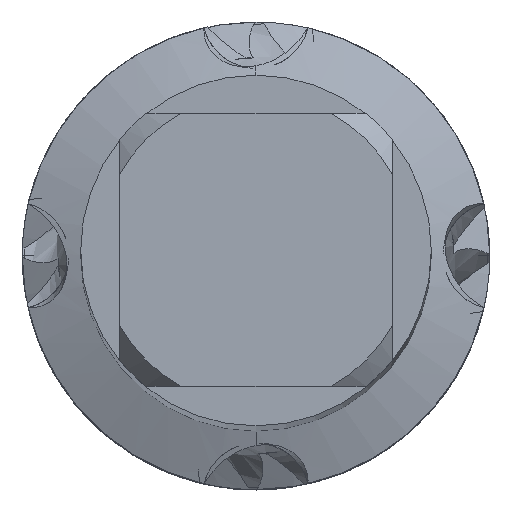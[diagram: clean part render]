
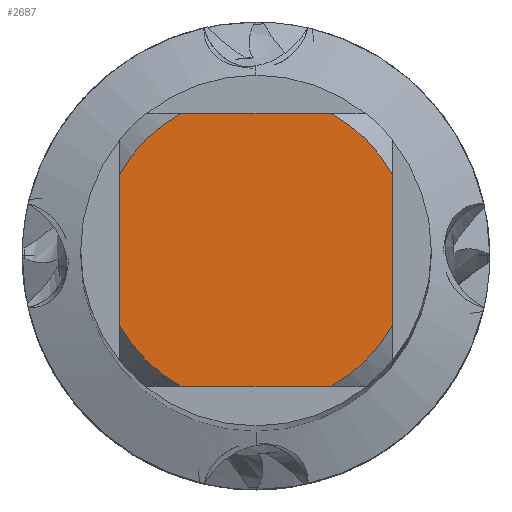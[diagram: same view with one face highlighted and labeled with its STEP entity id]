
A CAD part, top view. The second image highlights one B-rep face of the part: STEP entity #2687.
In plain terms, the highlighted planar face has unit normal (0, 0, 1).
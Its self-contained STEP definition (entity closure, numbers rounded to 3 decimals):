
#1929=EDGE_CURVE('',#3563,#4933,#5244,.T.);
#2687=ADVANCED_FACE('',(#6078),#6079,.T.);
#2923=EDGE_CURVE('',#3727,#4933,#6338,.T.);
#3029=VERTEX_POINT('',#6450);
#3043=EDGE_CURVE('',#3563,#4281,#6465,.T.);
#3563=VERTEX_POINT('',#7021);
#3591=VERTEX_POINT('',#7051);
#3599=VERTEX_POINT('',#7059);
#3727=VERTEX_POINT('',#7201);
#3857=EDGE_CURVE('',#3599,#3591,#7348,.T.);
#3913=EDGE_CURVE('',#3727,#3591,#7408,.T.);
#4281=VERTEX_POINT('',#7807);
#4333=EDGE_CURVE('',#3029,#4281,#7861,.T.);
#4375=EDGE_CURVE('',#3599,#4617,#7908,.T.);
#4469=EDGE_CURVE('',#3029,#4617,#8006,.T.);
#4617=VERTEX_POINT('',#8164);
#4933=VERTEX_POINT('',#8510);
#5244=CIRCLE('',#9702,4.0);
#6078=FACE_OUTER_BOUND('',#13655,.T.);
#6079=PLANE('',#13656);
#6338=LINE('',#14692,#14693);
#6450=CARTESIAN_POINT('',(1.936,3.5,0.0));
#6465=LINE('',#15022,#15023);
#7021=CARTESIAN_POINT('',(3.5,-1.936,0.0));
#7051=CARTESIAN_POINT('',(-3.5,-1.936,0.0));
#7059=CARTESIAN_POINT('',(-3.5,1.936,0.0));
#7201=CARTESIAN_POINT('',(-1.936,-3.5,0.0));
#7348=LINE('',#18035,#18036);
#7408=CIRCLE('',#18282,4.0);
#7807=CARTESIAN_POINT('',(3.5,1.936,0.0));
#7861=CIRCLE('',#19672,4.0);
#7908=CIRCLE('',#19770,4.0);
#8006=LINE('',#20121,#20122);
#8164=CARTESIAN_POINT('',(-1.936,3.5,0.0));
#8510=CARTESIAN_POINT('',(1.936,-3.5,0.0));
#9702=AXIS2_PLACEMENT_3D('',#22670,#22671,#22672);
#13655=EDGE_LOOP('',(#23626,#23627,#23628,#23629,#23630,#23631,#23632,#23633));
#13656=AXIS2_PLACEMENT_3D('',#23634,#23635,#23636);
#14692=CARTESIAN_POINT('',(0.0,-3.5,0.0));
#14693=VECTOR('',#23910,1.0);
#15022=CARTESIAN_POINT('',(3.5,1.0,0.0));
#15023=VECTOR('',#24031,1.0);
#18035=CARTESIAN_POINT('',(-3.5,1.0,0.0));
#18036=VECTOR('',#24907,1.0);
#18282=AXIS2_PLACEMENT_3D('',#24953,#24954,#24955);
#19672=AXIS2_PLACEMENT_3D('',#25358,#25359,#25360);
#19770=AXIS2_PLACEMENT_3D('',#25417,#25418,#25419);
#20121=CARTESIAN_POINT('',(0.0,3.5,0.0));
#20122=VECTOR('',#25480,1.0);
#22670=CARTESIAN_POINT('',(0.0,0.0,0.0));
#22671=DIRECTION('',(0.0,0.0,-1.0));
#22672=DIRECTION('',(0.0,1.0,0.0));
#23626=ORIENTED_EDGE('',*,*,#3857,.T.);
#23627=ORIENTED_EDGE('',*,*,#3913,.F.);
#23628=ORIENTED_EDGE('',*,*,#2923,.T.);
#23629=ORIENTED_EDGE('',*,*,#1929,.F.);
#23630=ORIENTED_EDGE('',*,*,#3043,.T.);
#23631=ORIENTED_EDGE('',*,*,#4333,.F.);
#23632=ORIENTED_EDGE('',*,*,#4469,.T.);
#23633=ORIENTED_EDGE('',*,*,#4375,.F.);
#23634=CARTESIAN_POINT('',(0.0,2.0,0.0));
#23635=DIRECTION('',(-0.0,0.0,1.0));
#23636=DIRECTION('',(0.0,-1.0,0.0));
#23910=DIRECTION('',(1.0,0.0,0.0));
#24031=DIRECTION('',(-0.0,1.0,0.0));
#24907=DIRECTION('',(-0.0,-1.0,0.0));
#24953=CARTESIAN_POINT('',(0.0,0.0,0.0));
#24954=DIRECTION('',(0.0,0.0,-1.0));
#24955=DIRECTION('',(0.0,1.0,0.0));
#25358=CARTESIAN_POINT('',(0.0,0.0,0.0));
#25359=DIRECTION('',(0.0,0.0,-1.0));
#25360=DIRECTION('',(0.0,1.0,0.0));
#25417=CARTESIAN_POINT('',(0.0,0.0,0.0));
#25418=DIRECTION('',(0.0,0.0,-1.0));
#25419=DIRECTION('',(0.0,1.0,0.0));
#25480=DIRECTION('',(-1.0,0.0,0.0));
